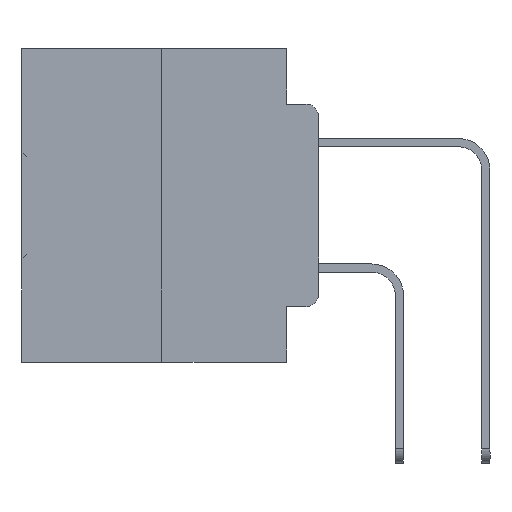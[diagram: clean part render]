
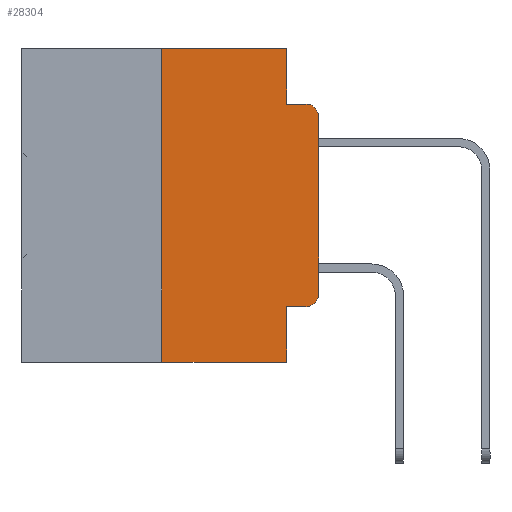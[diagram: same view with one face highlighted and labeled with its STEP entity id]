
A CAD part, left-side view. The second image highlights one B-rep face of the part: STEP entity #28304.
In plain terms, the highlighted planar face has unit normal (-1, 0, 0).
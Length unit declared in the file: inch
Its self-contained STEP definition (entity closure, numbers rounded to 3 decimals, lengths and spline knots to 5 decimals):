
#450 = CARTESIAN_POINT ( 'NONE',  ( 0., 0., -0.3915 ) ) ;
#637 = CARTESIAN_POINT ( 'NONE',  ( 0., 0.051, -0.5 ) ) ;
#641 = EDGE_CURVE ( 'NONE', #34510, #34508, #31363, .T. ) ;
#736 = LINE ( 'NONE', #12006, #13175 ) ;
#1420 = VERTEX_POINT ( 'NONE', #14231 ) ;
#1640 = DIRECTION ( 'NONE',  ( 0., -1., 0. ) ) ;
#2540 = CIRCLE ( 'NONE', #26133, 0.02 ) ;
#3210 = VECTOR ( 'NONE', #26525, 39.37008 ) ;
#3329 = EDGE_CURVE ( 'NONE', #30946, #17474, #736, .T. ) ;
#3380 = CARTESIAN_POINT ( 'NONE',  ( 0., 0.25, 0. ) ) ;
#4126 = EDGE_CURVE ( 'NONE', #34508, #15185, #7708, .T. ) ;
#4248 = CARTESIAN_POINT ( 'NONE',  ( 0., 0.051, -0.4115 ) ) ;
#4582 = VERTEX_POINT ( 'NONE', #14091 ) ;
#4634 = AXIS2_PLACEMENT_3D ( 'NONE', #36031, #18989, #5164 ) ;
#4785 = LINE ( 'NONE', #4248, #34444 ) ;
#5164 = DIRECTION ( 'NONE',  ( 0., 0., -1. ) ) ;
#5718 = DIRECTION ( 'NONE',  ( 1., 0., 0. ) ) ;
#5857 = EDGE_CURVE ( 'NONE', #34510, #12829, #29924, .T. ) ;
#5968 = CARTESIAN_POINT ( 'NONE',  ( 0., 0.25, -0.5 ) ) ;
#6198 = ORIENTED_EDGE ( 'NONE', *, *, #17360, .T. ) ;
#6528 = ORIENTED_EDGE ( 'NONE', *, *, #11695, .F. ) ;
#7708 = LINE ( 'NONE', #12872, #8018 ) ;
#8018 = VECTOR ( 'NONE', #32650, 39.37008 ) ;
#9004 = EDGE_CURVE ( 'NONE', #20638, #4582, #4785, .T. ) ;
#9034 = EDGE_CURVE ( 'NONE', #4582, #30946, #2540, .T. ) ;
#9724 = LINE ( 'NONE', #34862, #3210 ) ;
#11432 = DIRECTION ( 'NONE',  ( 0., 0., -1. ) ) ;
#11695 = EDGE_CURVE ( 'NONE', #20638, #12829, #13161, .T. ) ;
#12006 = CARTESIAN_POINT ( 'NONE',  ( 0., 0., 0. ) ) ;
#12829 = VERTEX_POINT ( 'NONE', #637 ) ;
#12872 = CARTESIAN_POINT ( 'NONE',  ( 0., 0.473, 0. ) ) ;
#13161 = LINE ( 'NONE', #15562, #32791 ) ;
#13175 = VECTOR ( 'NONE', #16802, 39.37008 ) ;
#13659 = ORIENTED_EDGE ( 'NONE', *, *, #3329, .T. ) ;
#14091 = CARTESIAN_POINT ( 'NONE',  ( 0., 0.02, -0.4115 ) ) ;
#14161 = DIRECTION ( 'NONE',  ( 0., 0., 1. ) ) ;
#14231 = CARTESIAN_POINT ( 'NONE',  ( 0., 0.051, -0.0885 ) ) ;
#14421 = EDGE_LOOP ( 'NONE', ( #13659, #6198, #15538, #23167, #22183, #18695, #23334, #6528, #36470, #29729 ) ) ;
#15011 = VECTOR ( 'NONE', #1640, 39.37008 ) ;
#15185 = VERTEX_POINT ( 'NONE', #22760 ) ;
#15538 = ORIENTED_EDGE ( 'NONE', *, *, #19023, .F. ) ;
#15562 = CARTESIAN_POINT ( 'NONE',  ( 0., 0.051, 0. ) ) ;
#16802 = DIRECTION ( 'NONE',  ( 0., 0., 1. ) ) ;
#17146 = FACE_OUTER_BOUND ( 'NONE', #14421, .T. ) ;
#17360 = EDGE_CURVE ( 'NONE', #17474, #33093, #34836, .T. ) ;
#17474 = VERTEX_POINT ( 'NONE', #26200 ) ;
#18695 = ORIENTED_EDGE ( 'NONE', *, *, #641, .F. ) ;
#18989 = DIRECTION ( 'NONE',  ( -1., 0., 0. ) ) ;
#19023 = EDGE_CURVE ( 'NONE', #1420, #33093, #20635, .T. ) ;
#20006 = VECTOR ( 'NONE', #26192, 39.37008 ) ;
#20635 = LINE ( 'NONE', #32488, #20006 ) ;
#20638 = VERTEX_POINT ( 'NONE', #33397 ) ;
#22183 = ORIENTED_EDGE ( 'NONE', *, *, #4126, .F. ) ;
#22670 = CARTESIAN_POINT ( 'NONE',  ( 0., 0.02, -0.0885 ) ) ;
#22760 = CARTESIAN_POINT ( 'NONE',  ( 0., 0.051, 0. ) ) ;
#23167 = ORIENTED_EDGE ( 'NONE', *, *, #35365, .F. ) ;
#23334 = ORIENTED_EDGE ( 'NONE', *, *, #5857, .T. ) ;
#25644 = CARTESIAN_POINT ( 'NONE',  ( 0., 0.473, 0. ) ) ;
#26016 = PLANE ( 'NONE',  #31955 ) ;
#26133 = AXIS2_PLACEMENT_3D ( 'NONE', #35648, #27160, #26784 ) ;
#26192 = DIRECTION ( 'NONE',  ( 0., -1., 0. ) ) ;
#26200 = CARTESIAN_POINT ( 'NONE',  ( 0., 0., -0.1085 ) ) ;
#26525 = DIRECTION ( 'NONE',  ( 0., 0., -1. ) ) ;
#26784 = DIRECTION ( 'NONE',  ( 0., 0., -1. ) ) ;
#27160 = DIRECTION ( 'NONE',  ( -1., 0., 0. ) ) ;
#28304 = ADVANCED_FACE ( 'NONE', ( #17146 ), #26016, .F. ) ;
#29729 = ORIENTED_EDGE ( 'NONE', *, *, #9034, .T. ) ;
#29924 = LINE ( 'NONE', #35464, #15011 ) ;
#30114 = DIRECTION ( 'NONE',  ( 0., -1., 0. ) ) ;
#30803 = CARTESIAN_POINT ( 'NONE',  ( 0., 0.25, 0. ) ) ;
#30946 = VERTEX_POINT ( 'NONE', #450 ) ;
#31363 = LINE ( 'NONE', #30803, #33528 ) ;
#31955 = AXIS2_PLACEMENT_3D ( 'NONE', #25644, #5718, #11432 ) ;
#32488 = CARTESIAN_POINT ( 'NONE',  ( 0., 0.051, -0.0885 ) ) ;
#32650 = DIRECTION ( 'NONE',  ( 0., -1., 0. ) ) ;
#32791 = VECTOR ( 'NONE', #35543, 39.37008 ) ;
#33093 = VERTEX_POINT ( 'NONE', #22670 ) ;
#33397 = CARTESIAN_POINT ( 'NONE',  ( 0., 0.051, -0.4115 ) ) ;
#33528 = VECTOR ( 'NONE', #14161, 39.37008 ) ;
#34444 = VECTOR ( 'NONE', #30114, 39.37008 ) ;
#34508 = VERTEX_POINT ( 'NONE', #3380 ) ;
#34510 = VERTEX_POINT ( 'NONE', #5968 ) ;
#34836 = CIRCLE ( 'NONE', #4634, 0.02 ) ;
#34862 = CARTESIAN_POINT ( 'NONE',  ( 0., 0.051, 0. ) ) ;
#35365 = EDGE_CURVE ( 'NONE', #15185, #1420, #9724, .T. ) ;
#35464 = CARTESIAN_POINT ( 'NONE',  ( 0., 0.473, -0.5 ) ) ;
#35543 = DIRECTION ( 'NONE',  ( 0., 0., -1. ) ) ;
#35648 = CARTESIAN_POINT ( 'NONE',  ( 0., 0.02, -0.3915 ) ) ;
#36031 = CARTESIAN_POINT ( 'NONE',  ( 0., 0.02, -0.1085 ) ) ;
#36470 = ORIENTED_EDGE ( 'NONE', *, *, #9004, .T. ) ;
